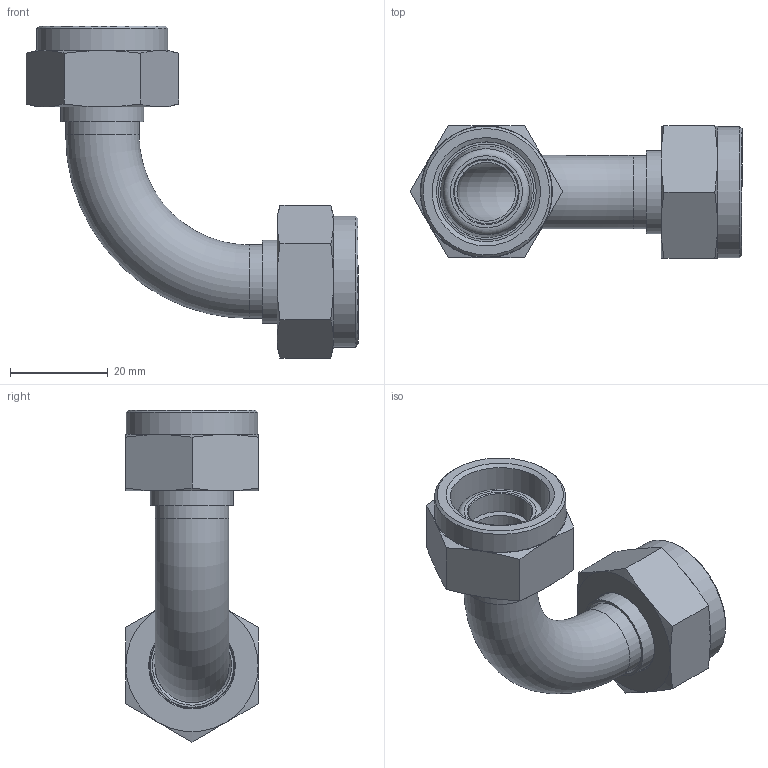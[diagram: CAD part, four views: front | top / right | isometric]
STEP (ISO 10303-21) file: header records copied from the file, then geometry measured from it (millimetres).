
FILE_DESCRIPTION((''),'2;1');
FILE_NAME('662902216.stp','2013-04-04T13:28:23',('Zden�k Pfeifer'),(''),'Autodesk Inventor 2012','Autodesk Inventor 2012','');
FILE_SCHEMA(('AUTOMOTIVE_DESIGN { 1 0 10303 214 1 1 1 1 }'));
Length unit declared in the file: millimetre
Products named in the file (4): Úhlová_spojka_a_nástavek; 664902215; 6511612; 396901622
Assembly tree (5 placements, depth 2):
  Úhlová_spojka_a_nástavek
    664902215
    6511612  x2
    396901622  x2
Bounding box: 67.79 x 27 x 67.79 mm (x, y, z)
Volume: 17295.4 mm3; surface area: 16294 mm2
Topology: 5 solids, 5 shells, 90 faces, 182 edges, 110 vertices
Faces by surface type: cone 36, plane 30, cylinder 18, torus 4, bspline 2
Full cylindrical faces by diameter (mm): 12 x2, 13 x2, 15 x2, 15.15 x2, 17 x2, 17.3 x2, 19.5 x2, 20.376 x2, 26.8 x2
Entity records: 1308 total; most frequent: CARTESIAN_POINT 258, DIRECTION 204, ORIENTED_EDGE 144, AXIS2_PLACEMENT_3D 99, EDGE_LOOP 80, EDGE_CURVE 72, VERTEX_POINT 54, STYLED_ITEM 52
